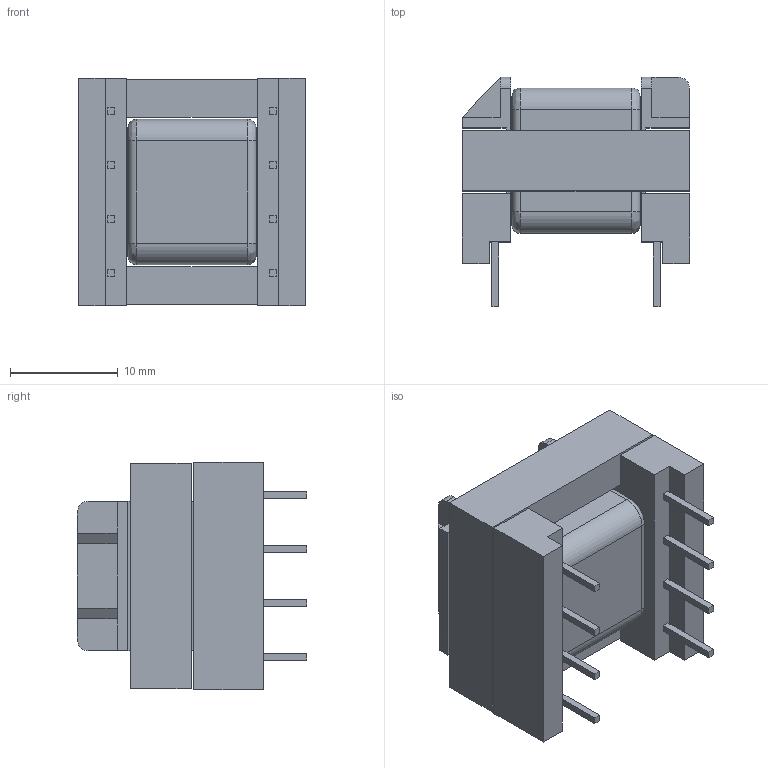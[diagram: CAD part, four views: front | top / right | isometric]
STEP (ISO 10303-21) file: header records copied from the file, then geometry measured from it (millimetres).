
FILE_DESCRIPTION (( 'STEP AP214' ), '1' );
FILE_NAME ('Coilcraft-JA4429-AL.STEP', '2019-01-16T14:37:29', ( '' ), ( '' ), 'SwSTEP 2.0', 'SolidWorks 2018', '' );
FILE_SCHEMA (( 'AUTOMOTIVE_DESIGN' ));
Length unit declared in the file: millimetre
Products named in the file (1): Coilcraft-JA4429-AL
Bounding box: 21.1 x 21.3 x 21.1 mm (x, y, z)
Volume: 5026.2 mm3; surface area: 3706.3 mm2
Topology: 1 solids, 1 shells, 168 faces, 705 edges, 576 vertices
Faces by surface type: plane 141, cylinder 19, bspline 8
Entity records: 10311 total; most frequent: CARTESIAN_POINT 3795, ORIENTED_EDGE 1410, DIRECTION 705, EDGE_CURVE 705, VERTEX_POINT 576, B_SPLINE_CURVE_WITH_KNOTS 352, VECTOR 307, LINE 307
